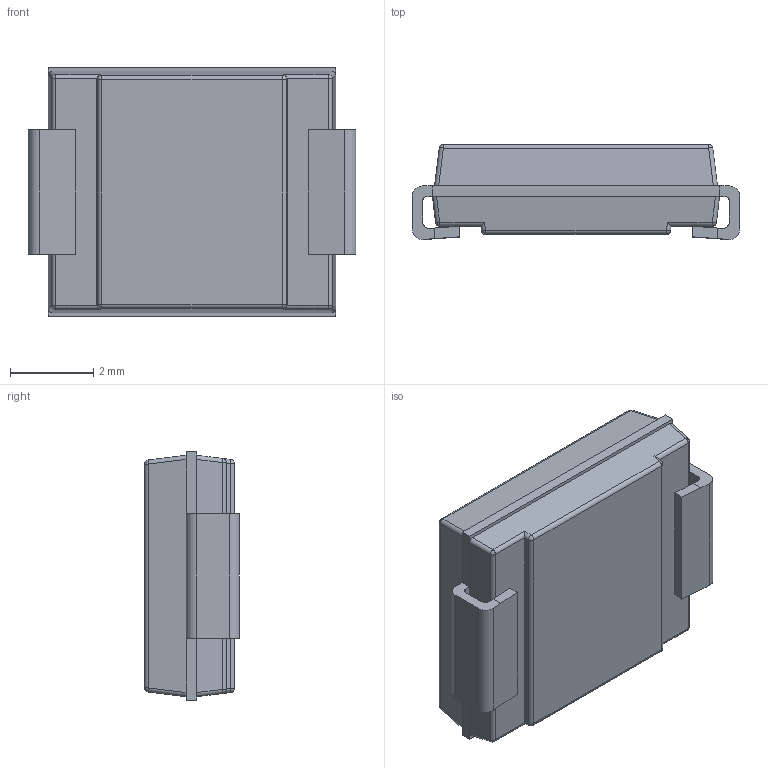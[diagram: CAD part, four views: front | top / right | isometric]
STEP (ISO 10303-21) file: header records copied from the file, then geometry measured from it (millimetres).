
FILE_DESCRIPTION (( 'STEP AP203' ), '1' );
FILE_NAME ('SMC 3D Í¼µµ.STEP', '2021-02-24T07:59:07', ( '' ), ( '' ), 'SwSTEP 2.0', 'SolidWorks 2016', '' );
FILE_SCHEMA (( 'CONFIG_CONTROL_DESIGN' ));
Length unit declared in the file: millimetre
Products named in the file (6): 68mil 300um Die; 217 Clip; SMC compound; 錨璃2^B5100C Assembly; SMC 3D 芞紫; 152 LF
Assembly tree (5 placements, depth 2):
  SMC 3D 芞紫
    152 LF
    68mil 300um Die
    217 Clip
    SMC compound
    錨璃2^B5100C Assembly
Bounding box: 7.87 x 2.28 x 5.97 mm (x, y, z)
Volume: 84.4 mm3; surface area: 328.4 mm2
Topology: 8 solids, 8 shells, 259 faces, 669 edges, 418 vertices
Faces by surface type: plane 183, cylinder 64, sphere 12
Entity records: 8433 total; most frequent: CARTESIAN_POINT 1534, ORIENTED_EDGE 1338, DIRECTION 1275, EDGE_CURVE 669, LINE 501, VECTOR 501, VERTEX_POINT 418, AXIS2_PLACEMENT_3D 387
